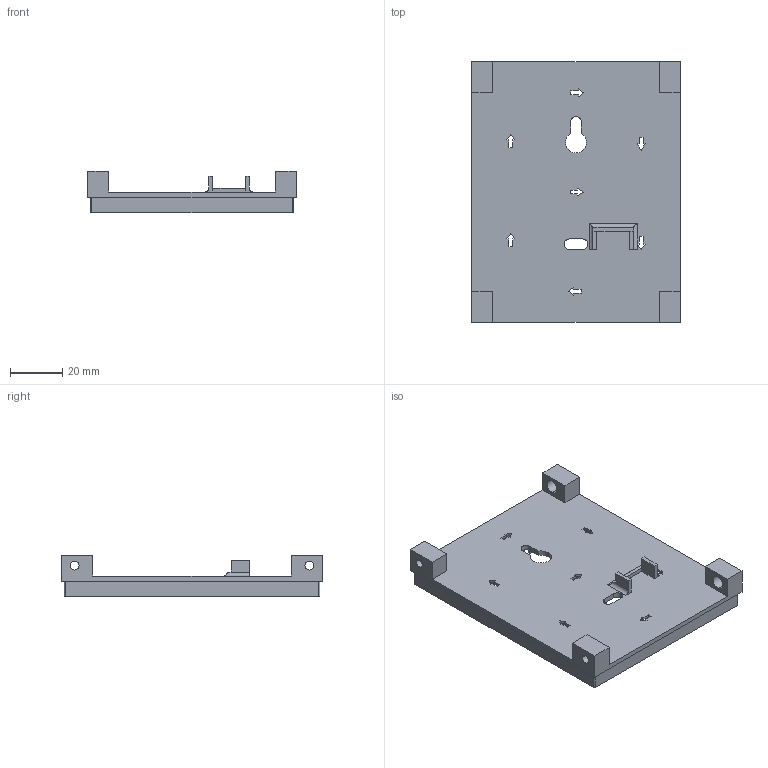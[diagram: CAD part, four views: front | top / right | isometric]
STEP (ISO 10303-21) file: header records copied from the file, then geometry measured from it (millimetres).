
FILE_DESCRIPTION (( 'STEP AP214' ), '1' );
FILE_NAME ('7SEGbaseR1.0.STEP', '2021-06-29T15:41:34', ( '' ), ( '' ), 'SwSTEP 2.0', 'SolidWorks 2021', '' );
FILE_SCHEMA (( 'AUTOMOTIVE_DESIGN' ));
Length unit declared in the file: millimetre
Products named in the file (1): 7SEGbaseR1.0
Bounding box: 80 x 100 x 16 mm (x, y, z)
Volume: 21133 mm3; surface area: 29625.4 mm2
Topology: 1 solids, 1 shells, 362 faces, 1035 edges, 688 vertices
Faces by surface type: plane 328, cylinder 34
Entity records: 11701 total; most frequent: CARTESIAN_POINT 2092, ORIENTED_EDGE 2070, DIRECTION 1823, EDGE_CURVE 1035, VECTOR 969, LINE 969, VERTEX_POINT 688, AXIS2_PLACEMENT_3D 427
